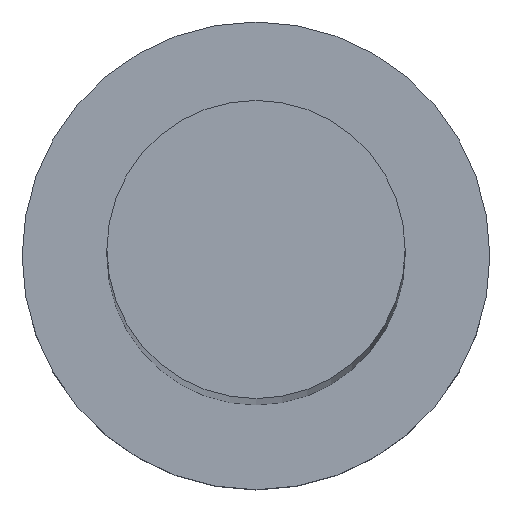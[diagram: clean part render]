
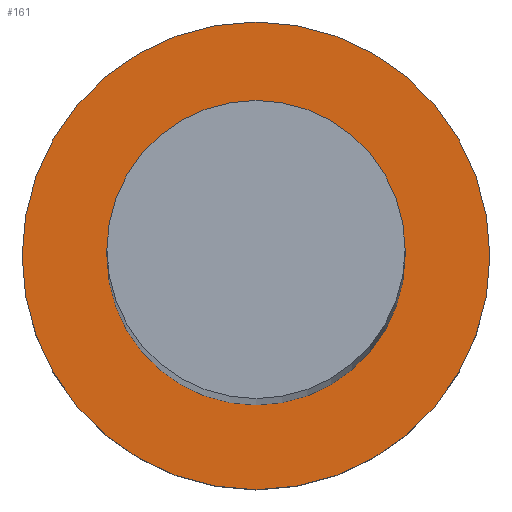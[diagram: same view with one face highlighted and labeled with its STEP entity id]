
A CAD part, top view. The second image highlights one B-rep face of the part: STEP entity #161.
In plain terms, the highlighted planar face has unit normal (0, 0, 1).
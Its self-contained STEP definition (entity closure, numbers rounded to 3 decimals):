
#3 = EDGE_LOOP ( 'NONE', ( #179, #182 ) ) ;
#9 = CIRCLE ( 'NONE', #110, 8. ) ;
#15 = DIRECTION ( 'NONE',  ( 1., 0., 0. ) ) ;
#21 = CIRCLE ( 'NONE', #169, 5.1 ) ;
#22 = VERTEX_POINT ( 'NONE', #44 ) ;
#34 = FACE_OUTER_BOUND ( 'NONE', #3, .T. ) ;
#35 = DIRECTION ( 'NONE',  ( 1., 0., 0. ) ) ;
#38 = CARTESIAN_POINT ( 'NONE',  ( 8., 0., 5. ) ) ;
#44 = CARTESIAN_POINT ( 'NONE',  ( -8., 0., 5. ) ) ;
#50 = PLANE ( 'NONE',  #102 ) ;
#70 = CARTESIAN_POINT ( 'NONE',  ( 0., 0., 5. ) ) ;
#75 = CIRCLE ( 'NONE', #159, 8. ) ;
#89 = ORIENTED_EDGE ( 'NONE', *, *, #191, .F. ) ;
#91 = ORIENTED_EDGE ( 'NONE', *, *, #118, .F. ) ;
#94 = DIRECTION ( 'NONE',  ( 1., 0., 0. ) ) ;
#98 = DIRECTION ( 'NONE',  ( 0., 0., 1. ) ) ;
#102 = AXIS2_PLACEMENT_3D ( 'NONE', #154, #98, #15 ) ;
#106 = VERTEX_POINT ( 'NONE', #38 ) ;
#110 = AXIS2_PLACEMENT_3D ( 'NONE', #135, #211, #193 ) ;
#112 = DIRECTION ( 'NONE',  ( 0., 0., 1. ) ) ;
#114 = CARTESIAN_POINT ( 'NONE',  ( -5.1, 0., 5. ) ) ;
#115 = CARTESIAN_POINT ( 'NONE',  ( 0., 0., 5. ) ) ;
#118 = EDGE_CURVE ( 'NONE', #213, #145, #138, .T. ) ;
#134 = DIRECTION ( 'NONE',  ( 1., 0., 0. ) ) ;
#135 = CARTESIAN_POINT ( 'NONE',  ( 0., 0., 5. ) ) ;
#138 = CIRCLE ( 'NONE', #173, 5.1 ) ;
#145 = VERTEX_POINT ( 'NONE', #114 ) ;
#151 = CARTESIAN_POINT ( 'NONE',  ( 0., 0., 5. ) ) ;
#154 = CARTESIAN_POINT ( 'NONE',  ( 0., 0., 5. ) ) ;
#159 = AXIS2_PLACEMENT_3D ( 'NONE', #70, #112, #94 ) ;
#161 = ADVANCED_FACE ( 'NONE', ( #210, #34 ), #50, .T. ) ;
#166 = EDGE_CURVE ( 'NONE', #106, #22, #75, .T. ) ;
#169 = AXIS2_PLACEMENT_3D ( 'NONE', #115, #178, #35 ) ;
#173 = AXIS2_PLACEMENT_3D ( 'NONE', #151, #251, #134 ) ;
#178 = DIRECTION ( 'NONE',  ( 0., 0., 1. ) ) ;
#179 = ORIENTED_EDGE ( 'NONE', *, *, #255, .T. ) ;
#182 = ORIENTED_EDGE ( 'NONE', *, *, #166, .T. ) ;
#190 = CARTESIAN_POINT ( 'NONE',  ( 5.1, 0., 5. ) ) ;
#191 = EDGE_CURVE ( 'NONE', #145, #213, #21, .T. ) ;
#193 = DIRECTION ( 'NONE',  ( 1., 0., 0. ) ) ;
#210 = FACE_BOUND ( 'NONE', #254, .T. ) ;
#211 = DIRECTION ( 'NONE',  ( 0., 0., 1. ) ) ;
#213 = VERTEX_POINT ( 'NONE', #190 ) ;
#251 = DIRECTION ( 'NONE',  ( 0., 0., 1. ) ) ;
#254 = EDGE_LOOP ( 'NONE', ( #89, #91 ) ) ;
#255 = EDGE_CURVE ( 'NONE', #22, #106, #9, .T. ) ;
